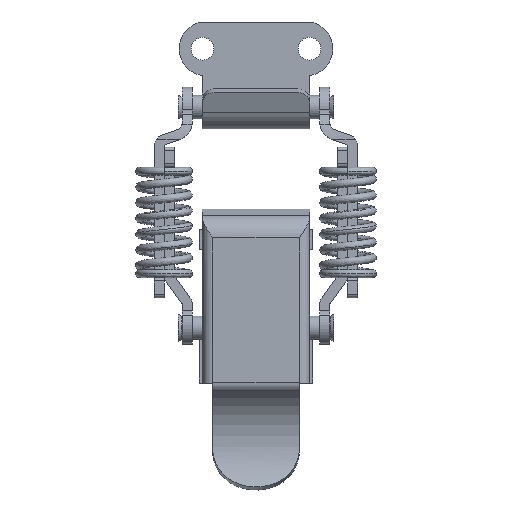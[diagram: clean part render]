
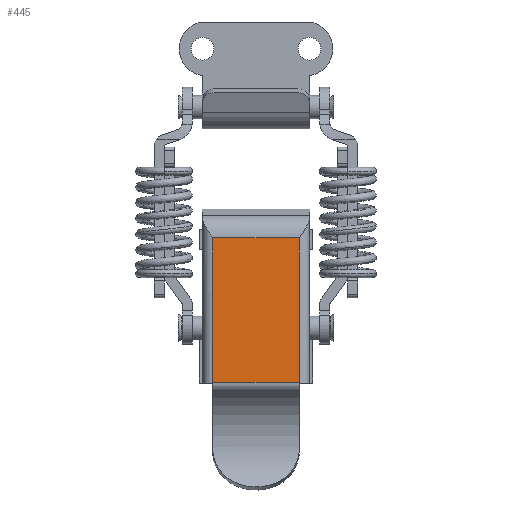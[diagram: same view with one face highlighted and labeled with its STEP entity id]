
A CAD part, front view. The second image highlights one B-rep face of the part: STEP entity #445.
In plain terms, the highlighted planar face has unit normal (0, -1, 0).
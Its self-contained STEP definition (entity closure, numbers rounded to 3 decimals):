
#445=ADVANCED_FACE('',(#2282),#2281,.T.);
#2281=PLANE('',#6200);
#2282=FACE_OUTER_BOUND('',#6201,.T.);
#6197=CARTESIAN_POINT('',(-7.8,0.,23.855));
#6198=DIRECTION('',(0.,-1.,0.));
#6199=DIRECTION('',(0.,0.,-1.));
#6200=AXIS2_PLACEMENT_3D('',#6197,#6198,#6199);
#6201=EDGE_LOOP('',(#7466,#7467,#7468,#7469));
#7466=ORIENTED_EDGE('',*,*,#8280,.T.);
#7467=ORIENTED_EDGE('',*,*,#8298,.T.);
#7468=ORIENTED_EDGE('',*,*,#8293,.T.);
#7469=ORIENTED_EDGE('',*,*,#8289,.T.);
#8280=EDGE_CURVE('',#11549,#11542,#11550,.T.);
#8289=EDGE_CURVE('',#11611,#11549,#11612,.T.);
#8293=EDGE_CURVE('',#11638,#11611,#11639,.T.);
#8298=EDGE_CURVE('',#11542,#11638,#11672,.T.);
#11542=VERTEX_POINT('',#15130);
#11549=VERTEX_POINT('',#15134);
#11550=LINE('',#15135,#15136);
#11611=VERTEX_POINT('',#15172);
#11612=LINE('',#15173,#15174);
#11638=VERTEX_POINT('',#15196);
#11639=LINE('',#15197,#15198);
#11672=LINE('',#15226,#15227);
#15130=CARTESIAN_POINT('',(6.5,0.,0.098));
#15134=CARTESIAN_POINT('',(-6.5,0.,0.098));
#15135=CARTESIAN_POINT('',(-6.5,0.,0.098));
#15136=VECTOR('',#15137,13.);
#15137=DIRECTION('',(1.,0.,0.));
#15172=CARTESIAN_POINT('',(-6.5,0.,21.695));
#15173=CARTESIAN_POINT('',(-6.5,0.,21.695));
#15174=VECTOR('',#15175,21.597);
#15175=DIRECTION('',(0.,0.,-1.));
#15196=CARTESIAN_POINT('',(6.5,0.,21.695));
#15197=CARTESIAN_POINT('',(6.5,0.,21.695));
#15198=VECTOR('',#15199,13.);
#15199=DIRECTION('',(-1.,0.,0.));
#15226=CARTESIAN_POINT('',(6.5,0.,0.098));
#15227=VECTOR('',#15228,21.597);
#15228=DIRECTION('',(0.,0.,1.));
